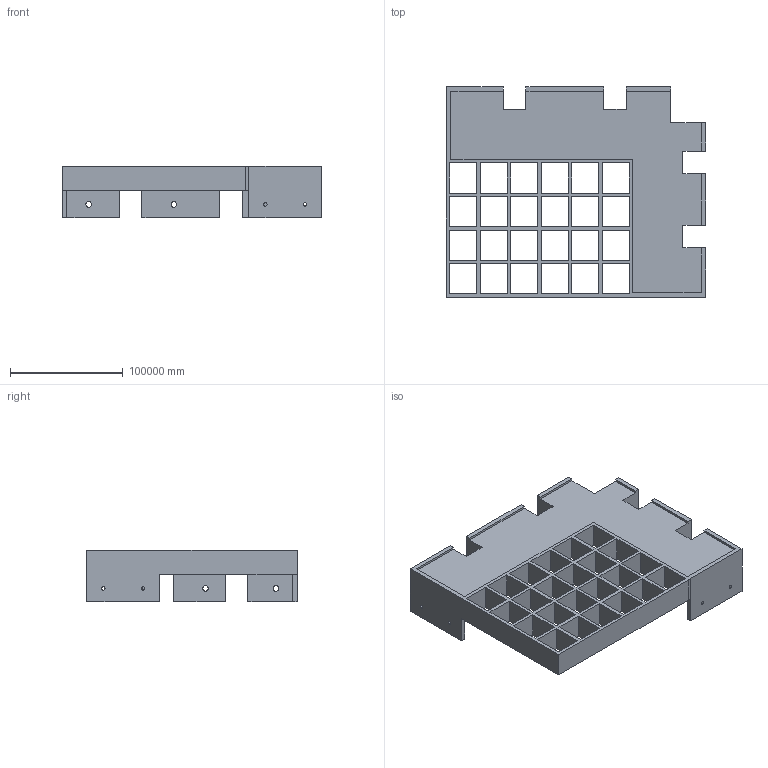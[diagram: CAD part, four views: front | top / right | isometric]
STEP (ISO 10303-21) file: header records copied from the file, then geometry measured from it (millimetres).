
FILE_DESCRIPTION(/* description */ (''),/* implementation_level */ '2;1');
FILE_NAME(/* name */ '3d Druck re-oben',/* time_stamp */ '2025-01-02T11:38:34+01:00',/* author */ (''),/* organization */ (''),/* preprocessor_version */ 'ST-DEVELOPER v19.2',/* originating_system */ 'Rhino 8.14',/* authorisation */ '');
FILE_SCHEMA (('CONFIG_CONTROL_DESIGN'));
Length unit declared in the file: metre
Products named in the file (1): Document
Bounding box: 229400 x 186200 x 46000 mm (x, y, z)
Volume: 508033178779990 mm3; surface area: 146761637012.1 mm2
Topology: 1 solids, 1 shells, 176 faces, 519 edges, 345 vertices
Faces by surface type: plane 156, cylinder 20
Entity records: 5056 total; most frequent: CARTESIAN_POINT 1505, ORIENTED_EDGE 1038, EDGE_CURVE 519, B_SPLINE_CURVE_WITH_KNOTS 459, VERTEX_POINT 345, EDGE_LOOP 244, ADVANCED_FACE 176, FACE_OUTER_BOUND 176
